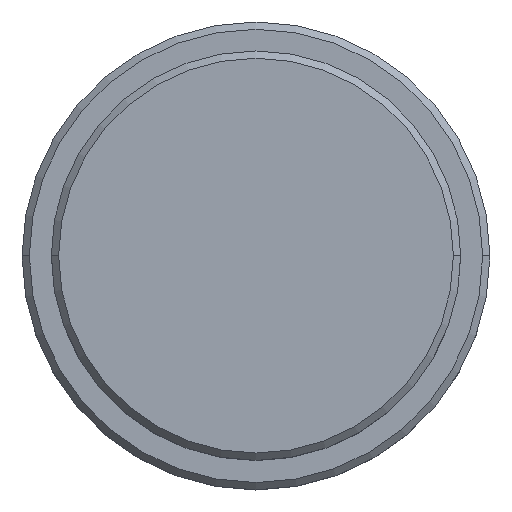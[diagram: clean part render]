
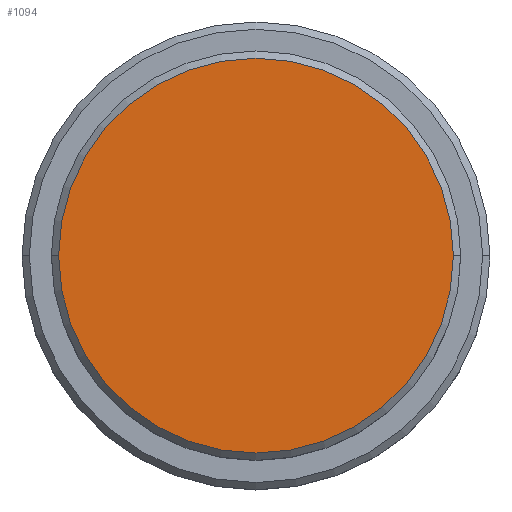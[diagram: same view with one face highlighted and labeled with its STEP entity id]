
A CAD part, top view. The second image highlights one B-rep face of the part: STEP entity #1094.
In plain terms, the highlighted planar face has unit normal (0, 0, 1).
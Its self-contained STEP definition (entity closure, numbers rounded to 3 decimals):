
#99 = CARTESIAN_POINT ( 'NONE',  ( 0., 0., 0. ) ) ;
#151 = DIRECTION ( 'NONE',  ( 0., 0., 1. ) ) ;
#160 = CIRCLE ( 'NONE', #506, 13.5 ) ;
#311 = CARTESIAN_POINT ( 'NONE',  ( 13.5, 0., 0. ) ) ;
#461 = DIRECTION ( 'NONE',  ( 0., 0., 1. ) ) ;
#473 = ORIENTED_EDGE ( 'NONE', *, *, #710, .T. ) ;
#506 = AXIS2_PLACEMENT_3D ( 'NONE', #565, #461, #792 ) ;
#565 = CARTESIAN_POINT ( 'NONE',  ( 0., 0., 0. ) ) ;
#589 = DIRECTION ( 'NONE',  ( 1., 0., 0. ) ) ;
#684 = VERTEX_POINT ( 'NONE', #1068 ) ;
#692 = VERTEX_POINT ( 'NONE', #311 ) ;
#710 = EDGE_CURVE ( 'NONE', #692, #684, #1404, .T. ) ;
#792 = DIRECTION ( 'NONE',  ( 1., 0., 0. ) ) ;
#800 = AXIS2_PLACEMENT_3D ( 'NONE', #99, #1183, #1033 ) ;
#814 = CARTESIAN_POINT ( 'NONE',  ( 0., 0., 0. ) ) ;
#985 = EDGE_CURVE ( 'NONE', #684, #692, #160, .T. ) ;
#1033 = DIRECTION ( 'NONE',  ( 1., 0., 0. ) ) ;
#1068 = CARTESIAN_POINT ( 'NONE',  ( -13.5, 0., 0. ) ) ;
#1094 = ADVANCED_FACE ( 'NONE', ( #1140 ), #1347, .T. ) ;
#1140 = FACE_OUTER_BOUND ( 'NONE', #1327, .T. ) ;
#1183 = DIRECTION ( 'NONE',  ( 0., 0., 1. ) ) ;
#1327 = EDGE_LOOP ( 'NONE', ( #1363, #473 ) ) ;
#1347 = PLANE ( 'NONE',  #1382 ) ;
#1363 = ORIENTED_EDGE ( 'NONE', *, *, #985, .T. ) ;
#1382 = AXIS2_PLACEMENT_3D ( 'NONE', #814, #151, #589 ) ;
#1404 = CIRCLE ( 'NONE', #800, 13.5 ) ;
